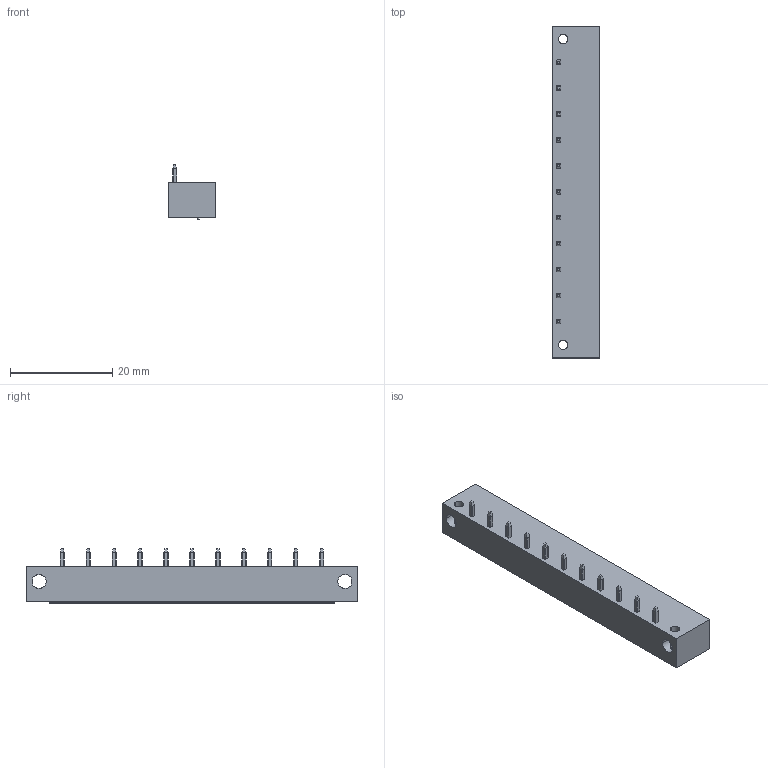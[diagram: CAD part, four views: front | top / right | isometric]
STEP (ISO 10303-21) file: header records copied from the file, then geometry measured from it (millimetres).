
FILE_DESCRIPTION((''),'2;1');
FILE_NAME('TLPHW-313R-XXP','2024-10-30T13:13:13',('sheji'),(''),'CREO PARAMETRIC BY PTC INC, 2018100','CREO PARAMETRIC BY PTC INC, 2018100','');
FILE_SCHEMA(('CONFIG_CONTROL_DESIGN'));
Length unit declared in the file: millimetre
Products named in the file (1): TLPHW-313R-XXP
Bounding box: 9.2 x 64.9 x 10.65 mm (x, y, z)
Volume: 2881.7 mm3; surface area: 4373.2 mm2
Topology: 1 solids, 1 shells, 652 faces, 1697 edges, 1092 vertices
Faces by surface type: plane 503, cylinder 112, cone 37
Entity records: 19911 total; most frequent: CARTESIAN_POINT 4138, ORIENTED_EDGE 3394, DIRECTION 2982, EDGE_CURVE 1697, VECTOR 1304, LINE 1304, VERTEX_POINT 1092, AXIS2_PLACEMENT_3D 839
